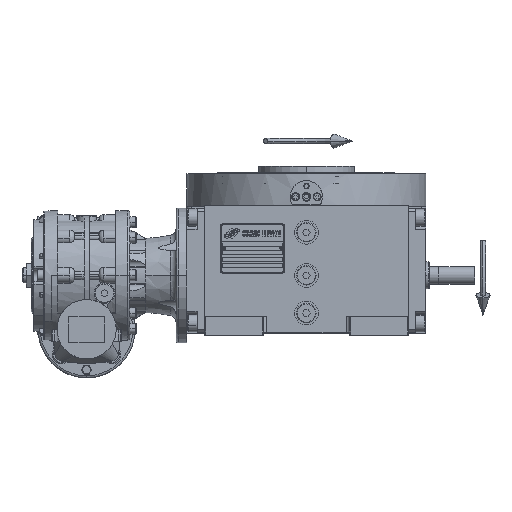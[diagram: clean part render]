
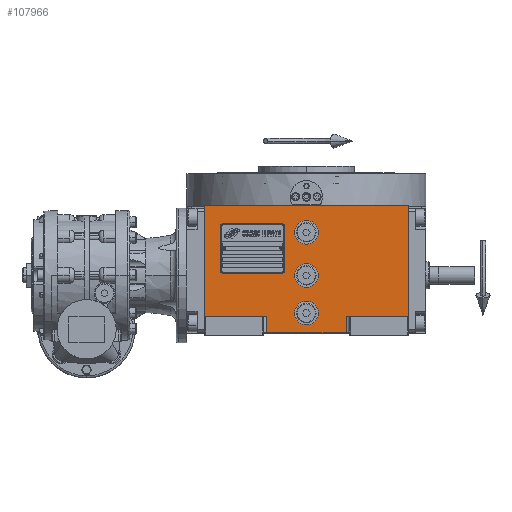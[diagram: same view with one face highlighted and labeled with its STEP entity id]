
A CAD part, top view. The second image highlights one B-rep face of the part: STEP entity #107966.
In plain terms, the highlighted planar face has unit normal (0, 0, 1).
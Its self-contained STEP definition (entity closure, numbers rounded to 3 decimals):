
#269 = LINE ( 'NONE', #93718, #22831 ) ;
#346 = VECTOR ( 'NONE', #34417, 1000. ) ;
#1725 = CARTESIAN_POINT ( 'NONE',  ( 0., -35., 163.5 ) ) ;
#2867 = VECTOR ( 'NONE', #111105, 1000. ) ;
#3134 = CIRCLE ( 'NONE', #76299, 11. ) ;
#3372 = ORIENTED_EDGE ( 'NONE', *, *, #8993, .T. ) ;
#3722 = CARTESIAN_POINT ( 'NONE',  ( -94.5, 64.5, 163.5 ) ) ;
#4716 = CARTESIAN_POINT ( 'NONE',  ( 37., -38.5, 163.5 ) ) ;
#7571 = CIRCLE ( 'NONE', #31327, 11. ) ;
#8335 = CARTESIAN_POINT ( 'NONE',  ( -94.5, -38.5, 163.5 ) ) ;
#8993 = EDGE_CURVE ( 'NONE', #47284, #43682, #52918, .T. ) ;
#10170 = VERTEX_POINT ( 'NONE', #77007 ) ;
#12681 = DIRECTION ( 'NONE',  ( 0., 0., 1. ) ) ;
#12687 = VERTEX_POINT ( 'NONE', #23862 ) ;
#13750 = CARTESIAN_POINT ( 'NONE',  ( -11., 0., 163.5 ) ) ;
#14177 = EDGE_CURVE ( 'NONE', #106929, #58024, #3134, .T. ) ;
#15143 = PLANE ( 'NONE',  #67180 ) ;
#15272 = ORIENTED_EDGE ( 'NONE', *, *, #62349, .F. ) ;
#15762 = LINE ( 'NONE', #8335, #51358 ) ;
#16324 = LINE ( 'NONE', #94869, #32147 ) ;
#17809 = CARTESIAN_POINT ( 'NONE',  ( 0., -35., 163.5 ) ) ;
#18788 = DIRECTION ( 'NONE',  ( 0., 0., 1. ) ) ;
#19141 = CARTESIAN_POINT ( 'NONE',  ( -94.5, 64.5, 163.5 ) ) ;
#19369 = EDGE_CURVE ( 'NONE', #70906, #115124, #99938, .T. ) ;
#19408 = EDGE_LOOP ( 'NONE', ( #111220, #117823 ) ) ;
#20817 = DIRECTION ( 'NONE',  ( 1., 0., 0. ) ) ;
#21482 = CIRCLE ( 'NONE', #90657, 11. ) ;
#21968 = DIRECTION ( 'NONE',  ( 1., 0., 0. ) ) ;
#22831 = VECTOR ( 'NONE', #56571, 1000. ) ;
#23455 = CIRCLE ( 'NONE', #108468, 11. ) ;
#23766 = VERTEX_POINT ( 'NONE', #24437 ) ;
#23862 = CARTESIAN_POINT ( 'NONE',  ( -11., 40., 163.5 ) ) ;
#24437 = CARTESIAN_POINT ( 'NONE',  ( 37., -38.5, 163.5 ) ) ;
#25066 = DIRECTION ( 'NONE',  ( 0., 0., 1. ) ) ;
#26061 = DIRECTION ( 'NONE',  ( 0., 0., 1. ) ) ;
#26423 = CARTESIAN_POINT ( 'NONE',  ( -37., -53.5, 163.5 ) ) ;
#27459 = CARTESIAN_POINT ( 'NONE',  ( 11., 40., 163.5 ) ) ;
#31327 = AXIS2_PLACEMENT_3D ( 'NONE', #1725, #105120, #113806 ) ;
#32147 = VECTOR ( 'NONE', #84381, 1000. ) ;
#34213 = ORIENTED_EDGE ( 'NONE', *, *, #117188, .T. ) ;
#34417 = DIRECTION ( 'NONE',  ( 0., -1., 0. ) ) ;
#34998 = CARTESIAN_POINT ( 'NONE',  ( -94.5, -53.5, 163.5 ) ) ;
#37614 = CARTESIAN_POINT ( 'NONE',  ( 37., -38.5, 163.5 ) ) ;
#38067 = VERTEX_POINT ( 'NONE', #75203 ) ;
#38109 = CARTESIAN_POINT ( 'NONE',  ( 94.5, -38.5, 163.5 ) ) ;
#39148 = EDGE_LOOP ( 'NONE', ( #40113, #108447, #34213, #3372, #15272, #62601, #81045, #93039 ) ) ;
#40113 = ORIENTED_EDGE ( 'NONE', *, *, #55111, .T. ) ;
#41368 = DIRECTION ( 'NONE',  ( 0., 0., 1. ) ) ;
#41799 = VERTEX_POINT ( 'NONE', #27459 ) ;
#43682 = VERTEX_POINT ( 'NONE', #86657 ) ;
#45967 = EDGE_CURVE ( 'NONE', #23766, #73532, #53586, .T. ) ;
#47284 = VERTEX_POINT ( 'NONE', #38109 ) ;
#48079 = ORIENTED_EDGE ( 'NONE', *, *, #19369, .F. ) ;
#48616 = AXIS2_PLACEMENT_3D ( 'NONE', #103633, #18788, #56549 ) ;
#51358 = VECTOR ( 'NONE', #64054, 1000. ) ;
#52918 = LINE ( 'NONE', #53532, #2867 ) ;
#53532 = CARTESIAN_POINT ( 'NONE',  ( 94.5, -38.5, 163.5 ) ) ;
#53542 = CARTESIAN_POINT ( 'NONE',  ( 0., 40., 163.5 ) ) ;
#53586 = LINE ( 'NONE', #4716, #346 ) ;
#54036 = VERTEX_POINT ( 'NONE', #91374 ) ;
#54887 = EDGE_CURVE ( 'NONE', #58024, #106929, #7571, .T. ) ;
#55111 = EDGE_CURVE ( 'NONE', #10170, #73532, #63582, .T. ) ;
#55397 = EDGE_CURVE ( 'NONE', #41799, #12687, #23455, .T. ) ;
#56549 = DIRECTION ( 'NONE',  ( -1., 0., 0. ) ) ;
#56571 = DIRECTION ( 'NONE',  ( 0., 1., 0. ) ) ;
#57012 = VECTOR ( 'NONE', #73471, 1000. ) ;
#58024 = VERTEX_POINT ( 'NONE', #94816 ) ;
#61602 = FACE_BOUND ( 'NONE', #92385, .T. ) ;
#62349 = EDGE_CURVE ( 'NONE', #94153, #43682, #116401, .T. ) ;
#62601 = ORIENTED_EDGE ( 'NONE', *, *, #101549, .F. ) ;
#62837 = DIRECTION ( 'NONE',  ( 1., 0., 0. ) ) ;
#63210 = CARTESIAN_POINT ( 'NONE',  ( 0., 0., 163.5 ) ) ;
#63582 = LINE ( 'NONE', #26423, #57012 ) ;
#64054 = DIRECTION ( 'NONE',  ( 1., 0., 0. ) ) ;
#67180 = AXIS2_PLACEMENT_3D ( 'NONE', #34998, #25066, #62837 ) ;
#70261 = FACE_OUTER_BOUND ( 'NONE', #39148, .T. ) ;
#70906 = VERTEX_POINT ( 'NONE', #13750 ) ;
#72476 = DIRECTION ( 'NONE',  ( 1., 0., 0. ) ) ;
#73471 = DIRECTION ( 'NONE',  ( 1., 0., 0. ) ) ;
#73532 = VERTEX_POINT ( 'NONE', #115869 ) ;
#74792 = CIRCLE ( 'NONE', #102462, 11. ) ;
#75203 = CARTESIAN_POINT ( 'NONE',  ( -37., -38.5, 163.5 ) ) ;
#76299 = AXIS2_PLACEMENT_3D ( 'NONE', #17809, #113149, #95153 ) ;
#77007 = CARTESIAN_POINT ( 'NONE',  ( -37., -53.5, 163.5 ) ) ;
#79714 = EDGE_CURVE ( 'NONE', #54036, #38067, #15762, .T. ) ;
#80173 = FACE_BOUND ( 'NONE', #19408, .T. ) ;
#81045 = ORIENTED_EDGE ( 'NONE', *, *, #79714, .T. ) ;
#84381 = DIRECTION ( 'NONE',  ( 0., 1., 0. ) ) ;
#86657 = CARTESIAN_POINT ( 'NONE',  ( 94.5, 64.5, 163.5 ) ) ;
#88379 = CARTESIAN_POINT ( 'NONE',  ( -11., -35., 163.5 ) ) ;
#90657 = AXIS2_PLACEMENT_3D ( 'NONE', #53542, #41368, #106987 ) ;
#91374 = CARTESIAN_POINT ( 'NONE',  ( -94.5, -38.5, 163.5 ) ) ;
#91500 = EDGE_LOOP ( 'NONE', ( #111010, #102360 ) ) ;
#92385 = EDGE_LOOP ( 'NONE', ( #114571, #48079 ) ) ;
#93039 = ORIENTED_EDGE ( 'NONE', *, *, #98169, .F. ) ;
#93718 = CARTESIAN_POINT ( 'NONE',  ( -94.5, -38.5, 163.5 ) ) ;
#94153 = VERTEX_POINT ( 'NONE', #19141 ) ;
#94816 = CARTESIAN_POINT ( 'NONE',  ( 11., -35., 163.5 ) ) ;
#94869 = CARTESIAN_POINT ( 'NONE',  ( -37., -53.5, 163.5 ) ) ;
#95153 = DIRECTION ( 'NONE',  ( -1., 0., 0. ) ) ;
#95940 = DIRECTION ( 'NONE',  ( 1., 0., 0. ) ) ;
#98169 = EDGE_CURVE ( 'NONE', #10170, #38067, #16324, .T. ) ;
#99938 = CIRCLE ( 'NONE', #48616, 11. ) ;
#99948 = FACE_BOUND ( 'NONE', #91500, .T. ) ;
#101549 = EDGE_CURVE ( 'NONE', #54036, #94153, #269, .T. ) ;
#101992 = LINE ( 'NONE', #37614, #103239 ) ;
#102360 = ORIENTED_EDGE ( 'NONE', *, *, #14177, .F. ) ;
#102462 = AXIS2_PLACEMENT_3D ( 'NONE', #63210, #26061, #72476 ) ;
#103239 = VECTOR ( 'NONE', #20817, 1000. ) ;
#103633 = CARTESIAN_POINT ( 'NONE',  ( 0., 0., 163.5 ) ) ;
#105120 = DIRECTION ( 'NONE',  ( 0., 0., 1. ) ) ;
#106801 = CARTESIAN_POINT ( 'NONE',  ( 0., 40., 163.5 ) ) ;
#106929 = VERTEX_POINT ( 'NONE', #88379 ) ;
#106987 = DIRECTION ( 'NONE',  ( -1., 0., 0. ) ) ;
#106998 = EDGE_CURVE ( 'NONE', #12687, #41799, #21482, .T. ) ;
#107966 = ADVANCED_FACE ( 'NONE', ( #61602, #99948, #80173, #70261 ), #15143, .T. ) ;
#108447 = ORIENTED_EDGE ( 'NONE', *, *, #45967, .F. ) ;
#108468 = AXIS2_PLACEMENT_3D ( 'NONE', #106801, #12681, #21968 ) ;
#111010 = ORIENTED_EDGE ( 'NONE', *, *, #54887, .F. ) ;
#111105 = DIRECTION ( 'NONE',  ( 0., 1., 0. ) ) ;
#111197 = EDGE_CURVE ( 'NONE', #115124, #70906, #74792, .T. ) ;
#111220 = ORIENTED_EDGE ( 'NONE', *, *, #55397, .F. ) ;
#113149 = DIRECTION ( 'NONE',  ( 0., 0., 1. ) ) ;
#113806 = DIRECTION ( 'NONE',  ( 1., 0., 0. ) ) ;
#114571 = ORIENTED_EDGE ( 'NONE', *, *, #111197, .F. ) ;
#115124 = VERTEX_POINT ( 'NONE', #120261 ) ;
#115869 = CARTESIAN_POINT ( 'NONE',  ( 37., -53.5, 163.5 ) ) ;
#116401 = LINE ( 'NONE', #3722, #116958 ) ;
#116958 = VECTOR ( 'NONE', #95940, 1000. ) ;
#117188 = EDGE_CURVE ( 'NONE', #23766, #47284, #101992, .T. ) ;
#117823 = ORIENTED_EDGE ( 'NONE', *, *, #106998, .F. ) ;
#120261 = CARTESIAN_POINT ( 'NONE',  ( 11., 0., 163.5 ) ) ;
